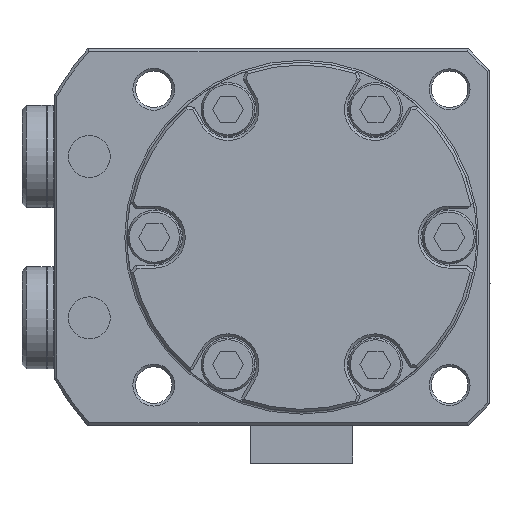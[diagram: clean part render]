
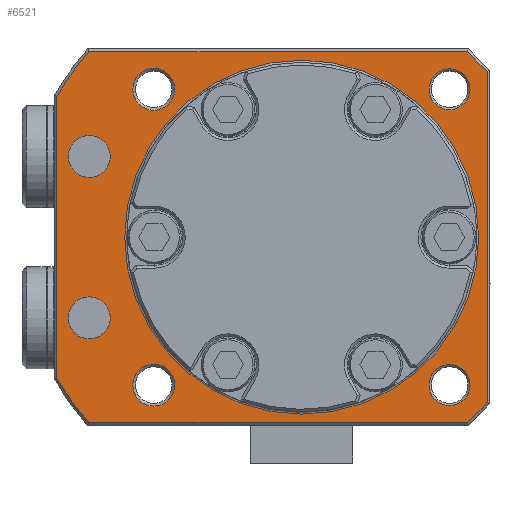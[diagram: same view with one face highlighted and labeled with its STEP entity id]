
A CAD part, front view. The second image highlights one B-rep face of the part: STEP entity #6521.
In plain terms, the highlighted planar face has unit normal (0, -1, 0).
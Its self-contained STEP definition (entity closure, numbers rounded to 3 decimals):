
#253=PLANE('',#7115);
#484=LINE('',#11083,#966);
#486=LINE('',#11087,#968);
#487=LINE('',#11089,#969);
#490=LINE('',#11095,#972);
#491=LINE('',#11097,#973);
#526=LINE('',#11501,#1008);
#966=VECTOR('',#7891,1000.);
#968=VECTOR('',#7895,1000.);
#969=VECTOR('',#7898,1000.);
#972=VECTOR('',#7903,1000.);
#973=VECTOR('',#7906,1000.);
#1008=VECTOR('',#8041,1000.);
#1491=CIRCLE('',#6974,3.9);
#1496=CIRCLE('',#6985,3.9);
#1508=CIRCLE('',#7032,3.9);
#1520=CIRCLE('',#7064,3.9);
#1526=CIRCLE('',#7076,52.5);
#1530=CIRCLE('',#7082,52.5);
#1540=CIRCLE('',#7114,32.9);
#1541=CIRCLE('',#7116,3.8);
#1542=CIRCLE('',#7117,3.8);
#2440=ORIENTED_EDGE('',*,*,#3717,.T.);
#2441=ORIENTED_EDGE('',*,*,#3732,.T.);
#2442=ORIENTED_EDGE('',*,*,#3960,.T.);
#2443=ORIENTED_EDGE('',*,*,#3884,.F.);
#2444=ORIENTED_EDGE('',*,*,#3837,.F.);
#2445=ORIENTED_EDGE('',*,*,#3959,.T.);
#2446=ORIENTED_EDGE('',*,*,#3961,.T.);
#2447=ORIENTED_EDGE('',*,*,#3833,.T.);
#2448=ORIENTED_EDGE('',*,*,#3830,.T.);
#2449=ORIENTED_EDGE('',*,*,#3829,.F.);
#2450=ORIENTED_EDGE('',*,*,#3827,.T.);
#2451=ORIENTED_EDGE('',*,*,#3904,.T.);
#2452=ORIENTED_EDGE('',*,*,#3902,.T.);
#2453=ORIENTED_EDGE('',*,*,#3899,.T.);
#2454=ORIENTED_EDGE('',*,*,#3834,.T.);
#3717=EDGE_CURVE('',#4616,#4616,#1491,.T.);
#3732=EDGE_CURVE('',#4629,#4629,#1496,.T.);
#3827=EDGE_CURVE('',#4680,#4682,#484,.T.);
#3829=EDGE_CURVE('',#4680,#4683,#486,.T.);
#3830=EDGE_CURVE('',#4684,#4683,#487,.T.);
#3833=EDGE_CURVE('',#4685,#4684,#490,.T.);
#3834=EDGE_CURVE('',#4686,#4685,#491,.T.);
#3837=EDGE_CURVE('',#4688,#4688,#1508,.T.);
#3884=EDGE_CURVE('',#4721,#4721,#1520,.T.);
#3899=EDGE_CURVE('',#4731,#4686,#1526,.T.);
#3902=EDGE_CURVE('',#4732,#4731,#526,.T.);
#3904=EDGE_CURVE('',#4682,#4732,#1530,.T.);
#3959=EDGE_CURVE('',#4756,#4756,#1540,.T.);
#3960=EDGE_CURVE('',#4757,#4757,#1541,.T.);
#3961=EDGE_CURVE('',#4758,#4758,#1542,.T.);
#4616=VERTEX_POINT('',#10209);
#4629=VERTEX_POINT('',#10279);
#4680=VERTEX_POINT('',#11078);
#4682=VERTEX_POINT('',#11082);
#4683=VERTEX_POINT('',#11086);
#4684=VERTEX_POINT('',#11090);
#4685=VERTEX_POINT('',#11094);
#4686=VERTEX_POINT('',#11098);
#4688=VERTEX_POINT('',#11104);
#4721=VERTEX_POINT('',#11394);
#4731=VERTEX_POINT('',#11496);
#4732=VERTEX_POINT('',#11500);
#4756=VERTEX_POINT('',#12175);
#4757=VERTEX_POINT('',#12178);
#4758=VERTEX_POINT('',#12180);
#5426=EDGE_LOOP('',(#2440));
#5427=EDGE_LOOP('',(#2441));
#5428=EDGE_LOOP('',(#2442));
#5429=EDGE_LOOP('',(#2443));
#5430=EDGE_LOOP('',(#2444));
#5431=EDGE_LOOP('',(#2445));
#5432=EDGE_LOOP('',(#2446));
#5433=EDGE_LOOP('',(#2447,#2448,#2449,#2450,#2451,#2452,#2453,#2454));
#5985=FACE_BOUND('',#5426,.T.);
#5986=FACE_BOUND('',#5427,.T.);
#5987=FACE_BOUND('',#5428,.T.);
#5988=FACE_BOUND('',#5429,.T.);
#5989=FACE_BOUND('',#5430,.T.);
#5990=FACE_BOUND('',#5431,.T.);
#5991=FACE_BOUND('',#5432,.T.);
#5992=FACE_BOUND('',#5433,.T.);
#6521=ADVANCED_FACE('',(#5985,#5986,#5987,#5988,#5989,#5990,#5991,#5992),
#253,.F.);
#6974=AXIS2_PLACEMENT_3D('',#10208,#7730,#7731);
#6985=AXIS2_PLACEMENT_3D('',#10278,#7760,#7761);
#7032=AXIS2_PLACEMENT_3D('',#11103,#7912,#7913);
#7064=AXIS2_PLACEMENT_3D('',#11393,#8004,#8005);
#7076=AXIS2_PLACEMENT_3D('',#11495,#8033,#8034);
#7082=AXIS2_PLACEMENT_3D('',#11504,#8046,#8047);
#7114=AXIS2_PLACEMENT_3D('',#12174,#8138,#8139);
#7115=AXIS2_PLACEMENT_3D('',#12176,#8140,#8141);
#7116=AXIS2_PLACEMENT_3D('',#12177,#8142,#8143);
#7117=AXIS2_PLACEMENT_3D('',#12179,#8144,#8145);
#7730=DIRECTION('',(0.,1.,0.));
#7731=DIRECTION('',(-1.,0.,0.));
#7760=DIRECTION('',(0.,1.,0.));
#7761=DIRECTION('',(1.,0.,0.));
#7891=DIRECTION('',(-1.,0.,0.));
#7895=DIRECTION('',(0.707,0.,-0.707));
#7898=DIRECTION('',(0.,0.,1.));
#7903=DIRECTION('',(0.707,0.,0.707));
#7906=DIRECTION('',(1.,0.,0.));
#7912=DIRECTION('',(0.,-1.,0.));
#7913=DIRECTION('',(1.,0.,0.));
#8004=DIRECTION('',(0.,-1.,0.));
#8005=DIRECTION('',(1.,0.,0.));
#8033=DIRECTION('',(0.,-1.,0.));
#8034=DIRECTION('',(-0.867,0.,-0.499));
#8041=DIRECTION('',(0.,0.,-1.));
#8046=DIRECTION('',(0.,-1.,0.));
#8047=DIRECTION('',(-0.754,0.,0.657));
#8138=DIRECTION('',(0.,1.,0.));
#8139=DIRECTION('',(0.,0.,-1.));
#8140=DIRECTION('',(0.,1.,0.));
#8141=DIRECTION('',(0.,0.,1.));
#8142=DIRECTION('',(0.,1.,0.));
#8143=DIRECTION('',(0.,0.,1.));
#8144=DIRECTION('',(0.,1.,0.));
#8145=DIRECTION('',(0.,0.,-1.));
#10208=CARTESIAN_POINT('',(-27.5,1.5,-27.5));
#10209=CARTESIAN_POINT('',(-31.4,1.5,-27.5));
#10278=CARTESIAN_POINT('',(-27.5,1.5,27.5));
#10279=CARTESIAN_POINT('',(-23.6,1.5,27.5));
#11078=CARTESIAN_POINT('',(30.793,1.5,34.5));
#11082=CARTESIAN_POINT('',(-39.573,1.5,34.5));
#11083=CARTESIAN_POINT('',(30.793,1.5,34.5));
#11086=CARTESIAN_POINT('',(34.5,1.5,30.793));
#11087=CARTESIAN_POINT('',(30.793,1.5,34.5));
#11089=CARTESIAN_POINT('',(34.5,1.5,-30.793));
#11090=CARTESIAN_POINT('',(34.5,1.5,-30.793));
#11094=CARTESIAN_POINT('',(30.793,1.5,-34.5));
#11095=CARTESIAN_POINT('',(30.793,1.5,-34.5));
#11097=CARTESIAN_POINT('',(-39.573,1.5,-34.5));
#11098=CARTESIAN_POINT('',(-39.573,1.5,-34.5));
#11103=CARTESIAN_POINT('',(-39.5,1.5,15.));
#11104=CARTESIAN_POINT('',(-35.6,1.5,15.));
#11393=CARTESIAN_POINT('',(-39.5,1.5,-15.));
#11394=CARTESIAN_POINT('',(-35.6,1.5,-15.));
#11495=CARTESIAN_POINT('',(0.,1.5,0.));
#11496=CARTESIAN_POINT('',(-45.5,1.5,-26.192));
#11500=CARTESIAN_POINT('',(-45.5,1.5,26.192));
#11501=CARTESIAN_POINT('',(-45.5,1.5,26.192));
#11504=CARTESIAN_POINT('',(0.,1.5,0.));
#12174=CARTESIAN_POINT('',(0.,1.5,0.));
#12175=CARTESIAN_POINT('',(0.,1.5,-32.9));
#12176=CARTESIAN_POINT('',(-32.5,1.5,0.));
#12177=CARTESIAN_POINT('',(27.5,1.5,-27.5));
#12178=CARTESIAN_POINT('',(27.5,1.5,-23.7));
#12179=CARTESIAN_POINT('',(27.5,1.5,27.5));
#12180=CARTESIAN_POINT('',(27.5,1.5,23.7));
